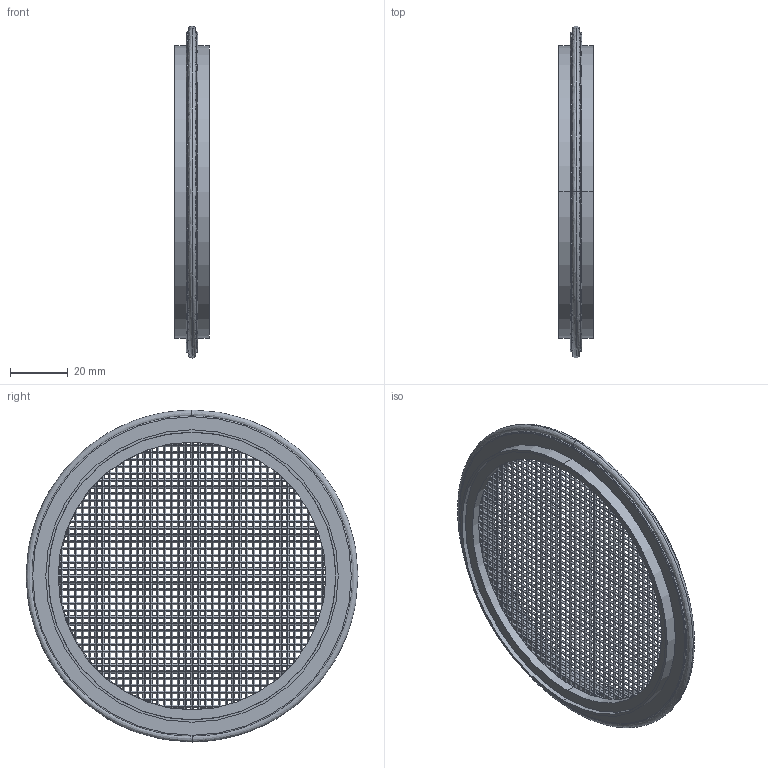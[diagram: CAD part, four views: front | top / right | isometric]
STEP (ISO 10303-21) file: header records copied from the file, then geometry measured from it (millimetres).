
FILE_DESCRIPTION( (''), '2;1');
FILE_NAME ('CAD708.708.VP2100-M_8496.stp','2017-05-11T11:35:16',(''),(''),'spGate 12.6.6','','');
FILE_SCHEMA (('AUTOMOTIVE_DESIGN'));
Length unit declared in the file: millimetre
Products named in the file (24): Assembly; VP2100-1; VP2100-2; 1-2,2-2; 3-2; 4-2; 5-2; 6-2; 7-2; 8-2; 9-2; 10-2; 11-2; 12-2; 13-2; 14-2; 15-2; 16-2; 17-2; 18-2; 19-2; 20-2; 21-2; VP2100-23
Assembly tree (85 placements, depth 2):
  Assembly
    VP2100-1
    VP2100-2
    1-2,2-2  x6
    3-2  x4
    4-2  x4
    5-2  x4
    6-2  x4
    7-2  x4
    8-2  x4
    9-2  x4
    10-2  x4
    11-2  x4
    12-2  x4
    13-2  x4
    14-2  x4
    15-2  x4
    16-2  x4
    17-2  x4
    18-2  x4
    19-2  x4
    20-2  x4
    21-2  x4
    VP2100-23
Bounding box: 12 x 115.33 x 115.33 mm (x, y, z)
Volume: 22563.8 mm3; surface area: 36888.7 mm2
Topology: 85 solids, 85 shells, 361 faces, 558 edges, 368 vertices
Faces by surface type: cylinder 180, plane 171, bspline 10
Entity records: 5782 total; most frequent: CARTESIAN_POINT 867, DIRECTION 650, ORIENTED_EDGE 372, AXIS2_PLACEMENT_3D 325, COLOUR_RGB 322, PRESENTATION_STYLE_ASSIGNMENT 322, STYLED_ITEM 322, EDGE_CURVE 186
